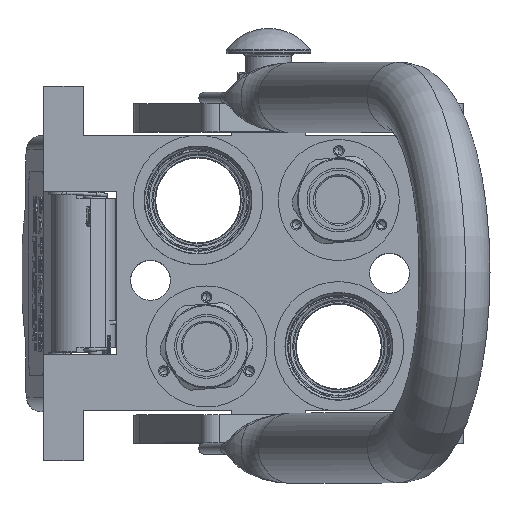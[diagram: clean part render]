
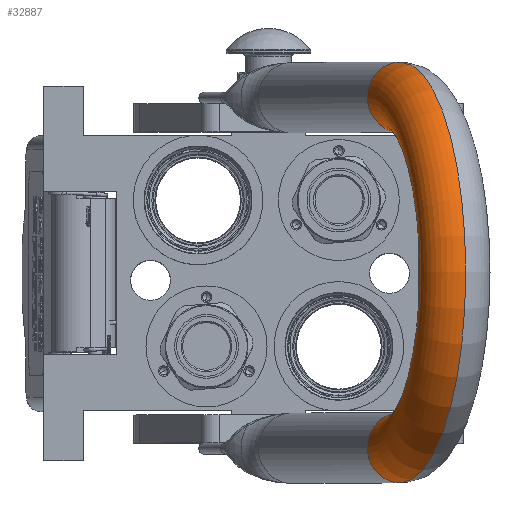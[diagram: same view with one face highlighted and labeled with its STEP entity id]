
A CAD part, top view. The second image highlights one B-rep face of the part: STEP entity #32887.
In plain terms, the highlighted toroidal (fillet/blend) face has major radius 62.25 mm and minor radius 12.5 mm.
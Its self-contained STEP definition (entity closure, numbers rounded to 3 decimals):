
#1066 = DIRECTION ( 'NONE',  ( -1., 0., 0. ) ) ;
#1596 = EDGE_LOOP ( 'NONE', ( #68704, #102312, #50313, #12403 ) ) ;
#1979 = CIRCLE ( 'NONE', #37175, 12.5 ) ;
#10066 = VERTEX_POINT ( 'NONE', #16622 ) ;
#10583 = DIRECTION ( 'NONE',  ( -1., 0., 0. ) ) ;
#12403 = ORIENTED_EDGE ( 'NONE', *, *, #71305, .T. ) ;
#14904 = CIRCLE ( 'NONE', #51998, 12.5 ) ;
#16622 = CARTESIAN_POINT ( 'NONE',  ( 74.75, 0., 125.25 ) ) ;
#20062 = DIRECTION ( 'NONE',  ( 1., 0., 0. ) ) ;
#20510 = EDGE_CURVE ( 'NONE', #10066, #99832, #1979, .T. ) ;
#20866 = CARTESIAN_POINT ( 'NONE',  ( -62.25, 0., 125.25 ) ) ;
#25016 = DIRECTION ( 'NONE',  ( 1., 0., 0. ) ) ;
#28619 = CIRCLE ( 'NONE', #121292, 74.75 ) ;
#31290 = DIRECTION ( 'NONE',  ( 0., 1., 0. ) ) ;
#32887 = ADVANCED_FACE ( 'NONE', ( #59974 ), #117327, .T. ) ;
#37175 = AXIS2_PLACEMENT_3D ( 'NONE', #82699, #83097, #25016 ) ;
#41530 = EDGE_CURVE ( 'NONE', #79136, #10066, #28619, .T. ) ;
#45449 = CIRCLE ( 'NONE', #114176, 49.75 ) ;
#49351 = CARTESIAN_POINT ( 'NONE',  ( 0., 0., 125.25 ) ) ;
#49865 = DIRECTION ( 'NONE',  ( 0., 0., 1. ) ) ;
#50313 = ORIENTED_EDGE ( 'NONE', *, *, #41530, .F. ) ;
#51240 = CARTESIAN_POINT ( 'NONE',  ( 49.75, 0., 125.25 ) ) ;
#51998 = AXIS2_PLACEMENT_3D ( 'NONE', #20866, #49865, #1066 ) ;
#59166 = CARTESIAN_POINT ( 'NONE',  ( -74.75, 0., 125.25 ) ) ;
#59974 = FACE_OUTER_BOUND ( 'NONE', #1596, .T. ) ;
#60674 = DIRECTION ( 'NONE',  ( 0., 1., 0. ) ) ;
#61501 = EDGE_CURVE ( 'NONE', #115902, #99832, #45449, .T. ) ;
#68121 = AXIS2_PLACEMENT_3D ( 'NONE', #89037, #31290, #20062 ) ;
#68704 = ORIENTED_EDGE ( 'NONE', *, *, #61501, .T. ) ;
#71305 = EDGE_CURVE ( 'NONE', #79136, #115902, #14904, .T. ) ;
#71475 = CARTESIAN_POINT ( 'NONE',  ( -49.75, 0., 125.25 ) ) ;
#77538 = CARTESIAN_POINT ( 'NONE',  ( 0., 0., 125.25 ) ) ;
#79136 = VERTEX_POINT ( 'NONE', #59166 ) ;
#82699 = CARTESIAN_POINT ( 'NONE',  ( 62.25, 0., 125.25 ) ) ;
#83097 = DIRECTION ( 'NONE',  ( 0., 0., -1. ) ) ;
#87619 = DIRECTION ( 'NONE',  ( 0., 1., 0. ) ) ;
#89037 = CARTESIAN_POINT ( 'NONE',  ( 0., 0., 125.25 ) ) ;
#99832 = VERTEX_POINT ( 'NONE', #51240 ) ;
#102312 = ORIENTED_EDGE ( 'NONE', *, *, #20510, .F. ) ;
#107466 = DIRECTION ( 'NONE',  ( -1., 0., 0. ) ) ;
#114176 = AXIS2_PLACEMENT_3D ( 'NONE', #49351, #60674, #107466 ) ;
#115902 = VERTEX_POINT ( 'NONE', #71475 ) ;
#117327 = TOROIDAL_SURFACE ( 'NONE', #68121, 62.25, 12.5 ) ;
#121292 = AXIS2_PLACEMENT_3D ( 'NONE', #77538, #87619, #10583 ) ;
